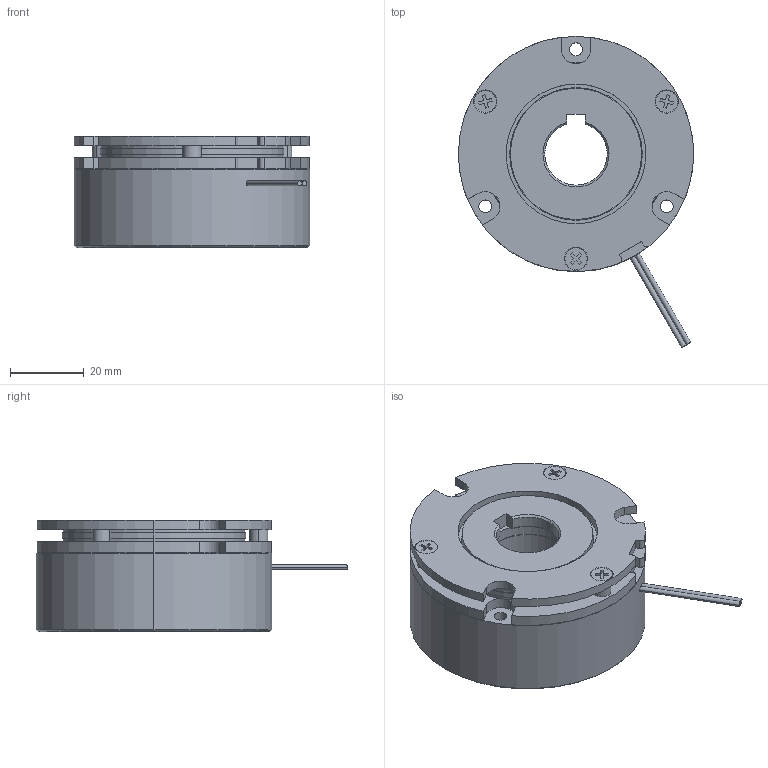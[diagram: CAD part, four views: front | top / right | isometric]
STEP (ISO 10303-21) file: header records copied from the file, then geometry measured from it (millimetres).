
FILE_DESCRIPTION (( 'STEP AP203' ), '1' );
FILE_NAME ('YPP616648.STEP', '2020-12-23T23:30:17', ( '' ), ( '' ), 'SwSTEP 2.0', 'SolidWorks 2016', '' );
FILE_SCHEMA (( 'CONFIG_CONTROL_DESIGN' ));
Length unit declared in the file: millimetre
Products named in the file (1): YPP616648
Bounding box: 64 x 84.69 x 30.3 mm (x, y, z)
Volume: 78732 mm3; surface area: 28723 mm2
Topology: 8 solids, 8 shells, 184 faces, 444 edges, 288 vertices
Faces by surface type: plane 85, cylinder 79, cone 20
Entity records: 5539 total; most frequent: CARTESIAN_POINT 981, DIRECTION 974, ORIENTED_EDGE 888, EDGE_CURVE 444, AXIS2_PLACEMENT_3D 353, VERTEX_POINT 288, LINE 268, VECTOR 268
